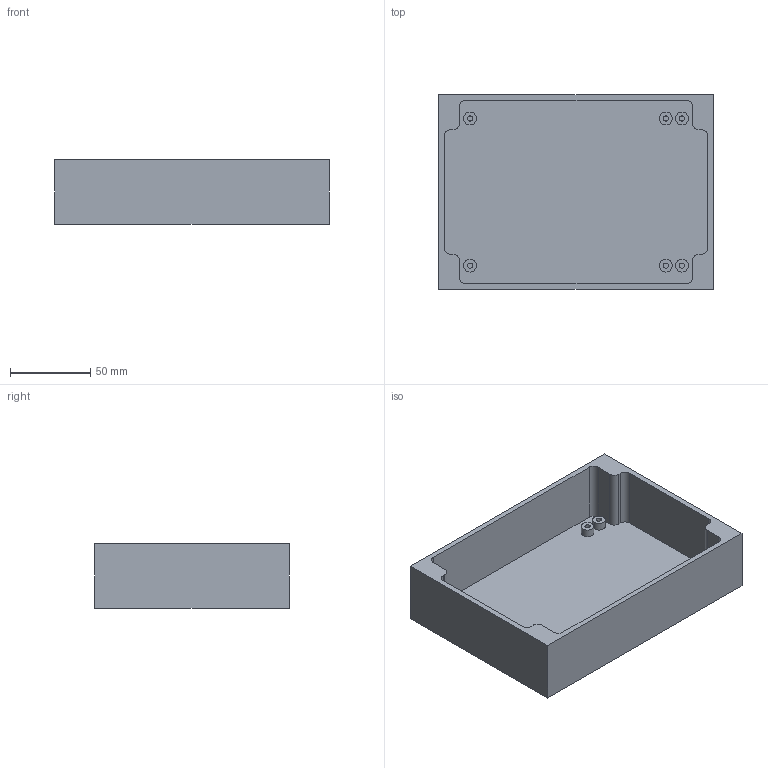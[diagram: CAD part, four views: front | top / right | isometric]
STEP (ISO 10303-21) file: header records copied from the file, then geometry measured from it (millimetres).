
FILE_DESCRIPTION (( 'STEP AP214' ), '1' );
FILE_NAME ('G214BOX.STEP', '2016-04-14T16:57:22', ( 'OSerkin' ), ( '' ), 'SwSTEP 2.0', 'SolidWorks 2015', '' );
FILE_SCHEMA (( 'AUTOMOTIVE_DESIGN' ));
Length unit declared in the file: millimetre
Products named in the file (1): G214BOX
Bounding box: 171 x 121 x 40 mm (x, y, z)
Volume: 145333.6 mm3; surface area: 86142.7 mm2
Topology: 1 solids, 1 shells, 67 faces, 156 edges, 104 vertices
Faces by surface type: cylinder 36, plane 31
Entity records: 1976 total; most frequent: DIRECTION 364, CARTESIAN_POINT 328, ORIENTED_EDGE 312, EDGE_CURVE 156, AXIS2_PLACEMENT_3D 140, VERTEX_POINT 104, LINE 84, VECTOR 84
